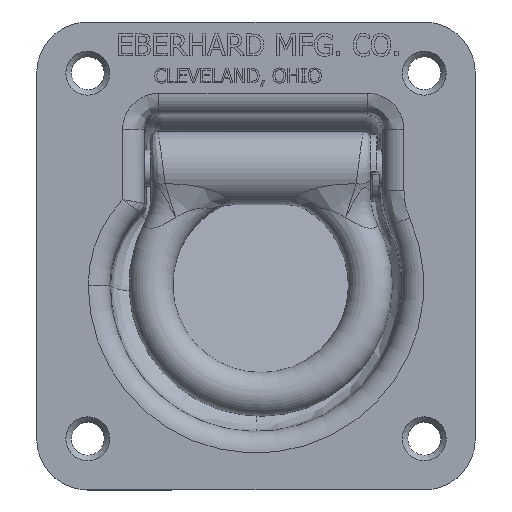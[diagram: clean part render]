
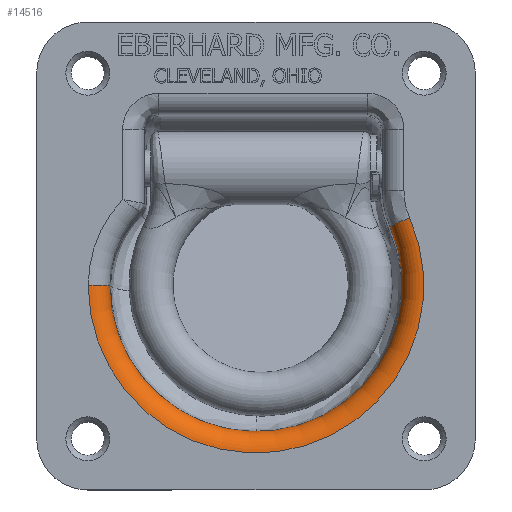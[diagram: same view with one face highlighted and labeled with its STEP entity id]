
A CAD part, top view. The second image highlights one B-rep face of the part: STEP entity #14516.
In plain terms, the highlighted toroidal (fillet/blend) face has major radius 36.427 mm and minor radius 4.666 mm.
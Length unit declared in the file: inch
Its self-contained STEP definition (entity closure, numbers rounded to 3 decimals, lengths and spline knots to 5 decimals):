
#13175=CARTESIAN_POINT('',(1.31248,0.57802,0.0));
#13176=VERTEX_POINT('',#13175);
#13184=CARTESIAN_POINT('',(-1.43413,0.,0.0));
#13185=VERTEX_POINT('',#13184);
#13186=CARTESIAN_POINT('',(0.0,0.0,0.0));
#13187=DIRECTION('',(0.0,0.0,1.0));
#13188=DIRECTION('',(0.206,-0.979,0.0));
#13189=AXIS2_PLACEMENT_3D('',#13186,#13187,#13188);
#13190=CIRCLE('',#13189,1.43413);
#13191=EDGE_CURVE('',#13185,#13176,#13190,.T.);
#14470=CARTESIAN_POINT('',(1.14447,0.50402,-0.17729));
#14471=VERTEX_POINT('',#14470);
#14472=CARTESIAN_POINT('',(1.31248,0.57802,-0.1837));
#14473=DIRECTION('',(-0.403,0.915,0.));
#14474=DIRECTION('',(-0.915,-0.403,0.035));
#14475=AXIS2_PLACEMENT_3D('',#14472,#14473,#14474);
#14476=CIRCLE('',#14475,0.1837);
#14477=EDGE_CURVE('',#14471,#13176,#14476,.T.);
#14491=CARTESIAN_POINT('',(0.0,0.0,-0.1837));
#14492=DIRECTION('',(0.0,0.0,-1.0));
#14493=DIRECTION('',(-1.0,0.0,0.0));
#14494=AXIS2_PLACEMENT_3D('',#14491,#14492,#14493);
#14495=TOROIDAL_SURFACE('',#14494,1.43413,0.1837);
#14496=CARTESIAN_POINT('',(-1.25054,0.0,-0.17729));
#14497=VERTEX_POINT('',#14496);
#14498=CARTESIAN_POINT('',(-1.43413,0.,-0.1837));
#14499=DIRECTION('',(0.,-1.0,0.));
#14500=DIRECTION('',(0.999,0.,0.035));
#14501=AXIS2_PLACEMENT_3D('',#14498,#14499,#14500);
#14502=CIRCLE('',#14501,0.1837);
#14503=EDGE_CURVE('',#14497,#13185,#14502,.T.);
#14504=ORIENTED_EDGE('',*,*,#14503,.T.);
#14505=ORIENTED_EDGE('',*,*,#13191,.T.);
#14506=ORIENTED_EDGE('',*,*,#14477,.F.);
#14507=CARTESIAN_POINT('',(0.,0.0,-0.17729));
#14508=DIRECTION('',(0.0,0.0,-1.0));
#14509=DIRECTION('',(0.206,-0.979,0.0));
#14510=AXIS2_PLACEMENT_3D('',#14507,#14508,#14509);
#14511=CIRCLE('',#14510,1.25054);
#14512=EDGE_CURVE('',#14471,#14497,#14511,.T.);
#14513=ORIENTED_EDGE('',*,*,#14512,.T.);
#14514=EDGE_LOOP('',(#14504,#14505,#14506,#14513));
#14515=FACE_OUTER_BOUND('',#14514,.T.);
#14516=ADVANCED_FACE('',(#14515),#14495,.T.);
